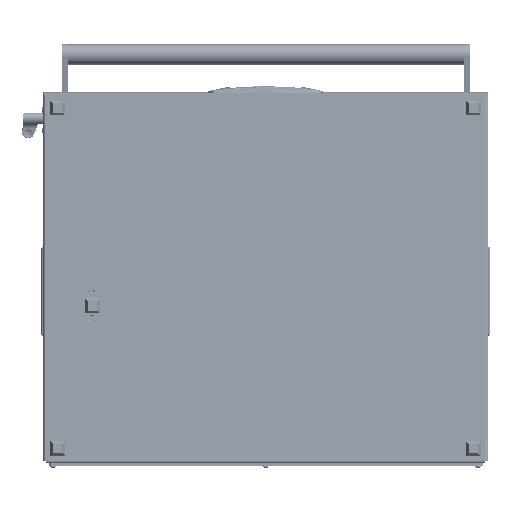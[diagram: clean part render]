
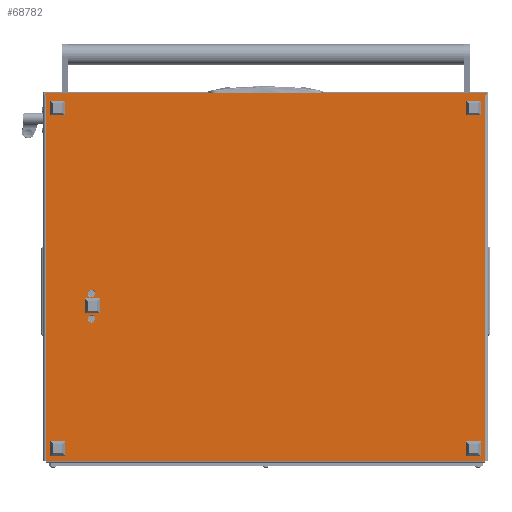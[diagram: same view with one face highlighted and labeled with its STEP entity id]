
A CAD part, front view. The second image highlights one B-rep face of the part: STEP entity #68782.
In plain terms, the highlighted face is planar.
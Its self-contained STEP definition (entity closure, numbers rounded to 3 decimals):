
#346 = LINE ( 'NONE', #125160, #85970 ) ;
#386 = VERTEX_POINT ( 'NONE', #16992 ) ;
#1565 = CARTESIAN_POINT ( 'NONE',  ( 0., 608., 0. ) ) ;
#1772 = CARTESIAN_POINT ( 'NONE',  ( 506., 608., 0. ) ) ;
#3143 = ORIENTED_EDGE ( 'NONE', *, *, #8868, .T. ) ;
#5853 = EDGE_CURVE ( 'NONE', #144759, #83354, #11461, .T. ) ;
#6580 = EDGE_LOOP ( 'NONE', ( #73896, #73108 ) ) ;
#8850 = CARTESIAN_POINT ( 'NONE',  ( 275., 545., 0. ) ) ;
#8868 = EDGE_CURVE ( 'NONE', #95621, #47740, #48346, .T. ) ;
#10145 = DIRECTION ( 'NONE',  ( 0., 1., 0. ) ) ;
#10219 = VERTEX_POINT ( 'NONE', #135746 ) ;
#11455 = VECTOR ( 'NONE', #66935, 1000. ) ;
#11461 = LINE ( 'NONE', #37566, #106018 ) ;
#13984 = CARTESIAN_POINT ( 'NONE',  ( 0., -2., 0. ) ) ;
#14187 = AXIS2_PLACEMENT_3D ( 'NONE', #49086, #83459, #129710 ) ;
#16992 = CARTESIAN_POINT ( 'NONE',  ( 0., 0., 0. ) ) ;
#17981 = ORIENTED_EDGE ( 'NONE', *, *, #143870, .F. ) ;
#21020 = DIRECTION ( 'NONE',  ( -1., 0., 0. ) ) ;
#21369 = CARTESIAN_POINT ( 'NONE',  ( -2., -4., 0. ) ) ;
#23985 = EDGE_CURVE ( 'NONE', #10219, #78672, #46954, .T. ) ;
#24335 = CARTESIAN_POINT ( 'NONE',  ( 315.2, 545., 0. ) ) ;
#26531 = VERTEX_POINT ( 'NONE', #24335 ) ;
#27204 = EDGE_CURVE ( 'NONE', #88914, #115071, #60184, .T. ) ;
#28945 = EDGE_CURVE ( 'NONE', #78672, #144759, #78985, .T. ) ;
#29545 = LINE ( 'NONE', #87167, #11455 ) ;
#29863 = ORIENTED_EDGE ( 'NONE', *, *, #23985, .T. ) ;
#37301 = CARTESIAN_POINT ( 'NONE',  ( 304.8, 545., 0. ) ) ;
#37416 = FACE_BOUND ( 'NONE', #100292, .T. ) ;
#37479 = DIRECTION ( 'NONE',  ( -1., 0., 0. ) ) ;
#37566 = CARTESIAN_POINT ( 'NONE',  ( 0., 610., 0. ) ) ;
#38624 = EDGE_CURVE ( 'NONE', #134148, #26531, #123954, .T. ) ;
#40619 = CARTESIAN_POINT ( 'NONE',  ( -2., 610., 0. ) ) ;
#41803 = DIRECTION ( 'NONE',  ( 0., 0., -1. ) ) ;
#42522 = DIRECTION ( 'NONE',  ( -1., 0., 0. ) ) ;
#44925 = ORIENTED_EDGE ( 'NONE', *, *, #5853, .T. ) ;
#46954 = LINE ( 'NONE', #13984, #138503 ) ;
#47740 = VERTEX_POINT ( 'NONE', #56942 ) ;
#48346 = LINE ( 'NONE', #117750, #101574 ) ;
#49086 = CARTESIAN_POINT ( 'NONE',  ( 310., 545., 0. ) ) ;
#50760 = EDGE_CURVE ( 'NONE', #386, #47740, #29545, .T. ) ;
#51907 = ORIENTED_EDGE ( 'NONE', *, *, #63705, .F. ) ;
#52888 = EDGE_CURVE ( 'NONE', #115505, #83354, #346, .T. ) ;
#54232 = CARTESIAN_POINT ( 'NONE',  ( 310., 545., 0. ) ) ;
#56445 = DIRECTION ( 'NONE',  ( 0., 1., 0. ) ) ;
#56942 = CARTESIAN_POINT ( 'NONE',  ( 506., 0., 0. ) ) ;
#57709 = DIRECTION ( 'NONE',  ( 0., 0., -1. ) ) ;
#58436 = PLANE ( 'NONE',  #86283 ) ;
#60184 = CIRCLE ( 'NONE', #86423, 5.2 ) ;
#63705 = EDGE_CURVE ( 'NONE', #115071, #88914, #66254, .T. ) ;
#65446 = LINE ( 'NONE', #67653, #135735 ) ;
#66254 = CIRCLE ( 'NONE', #82992, 5.2 ) ;
#66935 = DIRECTION ( 'NONE',  ( 1., 0., 0. ) ) ;
#67653 = CARTESIAN_POINT ( 'NONE',  ( 0., -4., 0. ) ) ;
#68447 = CARTESIAN_POINT ( 'NONE',  ( 0., 610., 0. ) ) ;
#68782 = ADVANCED_FACE ( 'NONE', ( #37416, #116644, #127867 ), #58436, .T. ) ;
#71884 = DIRECTION ( 'NONE',  ( -1., 0., 0. ) ) ;
#73108 = ORIENTED_EDGE ( 'NONE', *, *, #102898, .F. ) ;
#73896 = ORIENTED_EDGE ( 'NONE', *, *, #38624, .F. ) ;
#77511 = CARTESIAN_POINT ( 'NONE',  ( -2., -2., 0. ) ) ;
#78672 = VERTEX_POINT ( 'NONE', #77511 ) ;
#78985 = LINE ( 'NONE', #21369, #107916 ) ;
#79634 = ORIENTED_EDGE ( 'NONE', *, *, #121091, .F. ) ;
#82060 = DIRECTION ( 'NONE',  ( -1., 0., 0. ) ) ;
#82530 = CARTESIAN_POINT ( 'NONE',  ( 269.8, 545., 0. ) ) ;
#82992 = AXIS2_PLACEMENT_3D ( 'NONE', #8850, #41803, #42522 ) ;
#83354 = VERTEX_POINT ( 'NONE', #68447 ) ;
#83439 = DIRECTION ( 'NONE',  ( 0., -1., 0. ) ) ;
#83459 = DIRECTION ( 'NONE',  ( 0., 0., -1. ) ) ;
#85970 = VECTOR ( 'NONE', #93799, 1000. ) ;
#86283 = AXIS2_PLACEMENT_3D ( 'NONE', #125639, #57709, #71884 ) ;
#86423 = AXIS2_PLACEMENT_3D ( 'NONE', #124124, #103207, #21020 ) ;
#87167 = CARTESIAN_POINT ( 'NONE',  ( 0., 0., 0. ) ) ;
#88914 = VERTEX_POINT ( 'NONE', #106588 ) ;
#92477 = ORIENTED_EDGE ( 'NONE', *, *, #27204, .F. ) ;
#93799 = DIRECTION ( 'NONE',  ( 0., 1., 0. ) ) ;
#94788 = EDGE_LOOP ( 'NONE', ( #79634, #29863, #119136, #44925, #123491, #17981, #3143, #116032 ) ) ;
#95621 = VERTEX_POINT ( 'NONE', #1772 ) ;
#100292 = EDGE_LOOP ( 'NONE', ( #51907, #92477 ) ) ;
#101574 = VECTOR ( 'NONE', #83439, 1000. ) ;
#102898 = EDGE_CURVE ( 'NONE', #26531, #134148, #116509, .T. ) ;
#103207 = DIRECTION ( 'NONE',  ( 0., 0., -1. ) ) ;
#106018 = VECTOR ( 'NONE', #107049, 1000. ) ;
#106588 = CARTESIAN_POINT ( 'NONE',  ( 280.2, 545., 0. ) ) ;
#107049 = DIRECTION ( 'NONE',  ( 1., 0., 0. ) ) ;
#107916 = VECTOR ( 'NONE', #10145, 1000. ) ;
#111667 = DIRECTION ( 'NONE',  ( 0., 0., -1. ) ) ;
#111696 = AXIS2_PLACEMENT_3D ( 'NONE', #54232, #111667, #124355 ) ;
#115071 = VERTEX_POINT ( 'NONE', #82530 ) ;
#115505 = VERTEX_POINT ( 'NONE', #1565 ) ;
#116032 = ORIENTED_EDGE ( 'NONE', *, *, #50760, .F. ) ;
#116509 = CIRCLE ( 'NONE', #111696, 5.2 ) ;
#116644 = FACE_BOUND ( 'NONE', #6580, .T. ) ;
#117750 = CARTESIAN_POINT ( 'NONE',  ( 506., 608., 0. ) ) ;
#119136 = ORIENTED_EDGE ( 'NONE', *, *, #28945, .T. ) ;
#120393 = CARTESIAN_POINT ( 'NONE',  ( 0., 608., 0. ) ) ;
#121091 = EDGE_CURVE ( 'NONE', #10219, #386, #65446, .T. ) ;
#123491 = ORIENTED_EDGE ( 'NONE', *, *, #52888, .F. ) ;
#123954 = CIRCLE ( 'NONE', #14187, 5.2 ) ;
#124124 = CARTESIAN_POINT ( 'NONE',  ( 275., 545., 0. ) ) ;
#124355 = DIRECTION ( 'NONE',  ( -1., 0., 0. ) ) ;
#125160 = CARTESIAN_POINT ( 'NONE',  ( 0., -4., 0. ) ) ;
#125639 = CARTESIAN_POINT ( 'NONE',  ( 0., 608., 0. ) ) ;
#126988 = VECTOR ( 'NONE', #37479, 1000. ) ;
#127867 = FACE_OUTER_BOUND ( 'NONE', #94788, .T. ) ;
#129710 = DIRECTION ( 'NONE',  ( -1., 0., 0. ) ) ;
#134148 = VERTEX_POINT ( 'NONE', #37301 ) ;
#135735 = VECTOR ( 'NONE', #56445, 1000. ) ;
#135746 = CARTESIAN_POINT ( 'NONE',  ( 0., -2., 0. ) ) ;
#138503 = VECTOR ( 'NONE', #82060, 1000. ) ;
#142034 = LINE ( 'NONE', #120393, #126988 ) ;
#143870 = EDGE_CURVE ( 'NONE', #95621, #115505, #142034, .T. ) ;
#144759 = VERTEX_POINT ( 'NONE', #40619 ) ;
